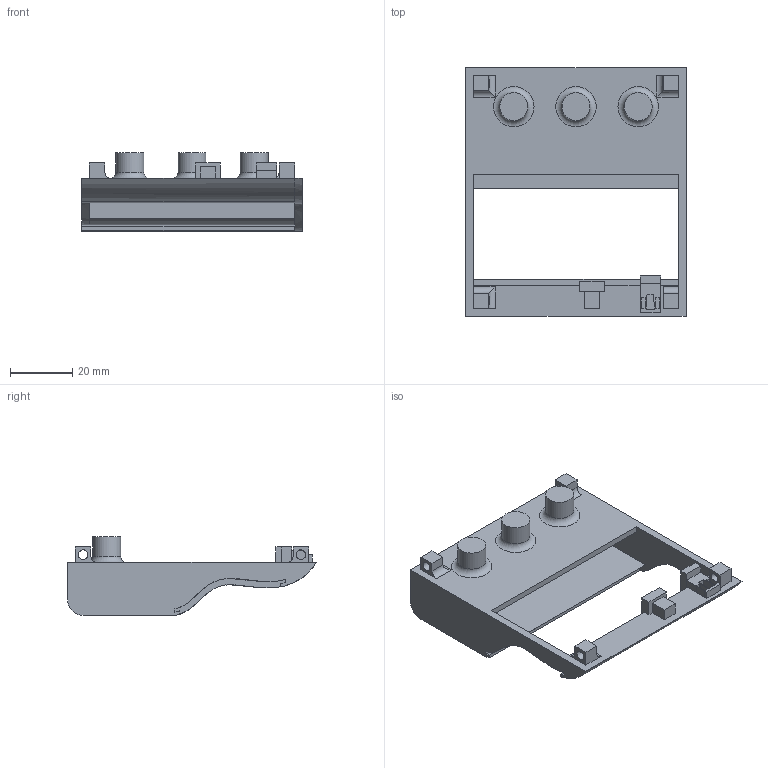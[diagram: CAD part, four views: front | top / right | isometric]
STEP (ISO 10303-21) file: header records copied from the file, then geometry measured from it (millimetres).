
FILE_DESCRIPTION(/* description */ (''),/* implementation_level */ '2;1');
FILE_NAME(/* name */ 'Bottom.step',/* time_stamp */ '2025-07-20T16:17:38+05:30',/* author */ (''),/* organization */ (''),/* preprocessor_version */ 'ST-DEVELOPER v20.1',/* originating_system */ 'Autodesk Translation Framework v14.10.0.0',/* authorisation */ '');
FILE_SCHEMA (('AUTOMOTIVE_DESIGN { 1 0 10303 214 3 1 1 }'));
Length unit declared in the file: millimetre
Products named in the file (1): Bottom
Bounding box: 71 x 80 x 25.3 mm (x, y, z)
Volume: 26510 mm3; surface area: 19705.8 mm2
Topology: 1 solids, 1 shells, 118 faces, 323 edges, 213 vertices
Faces by surface type: plane 79, cylinder 27, bspline 9, torus 3
Full cylindrical faces by diameter (mm): 3.1 x4, 9 x3
Entity records: 4246 total; most frequent: CARTESIAN_POINT 1204, ORIENTED_EDGE 646, DIRECTION 585, EDGE_CURVE 323, LINE 239, VECTOR 239, VERTEX_POINT 213, AXIS2_PLACEMENT_3D 173
